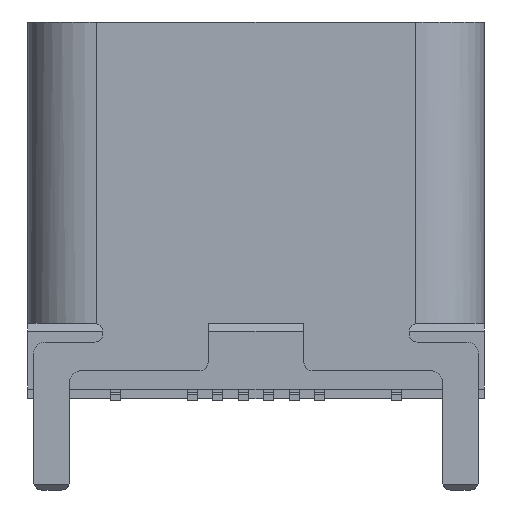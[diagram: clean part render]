
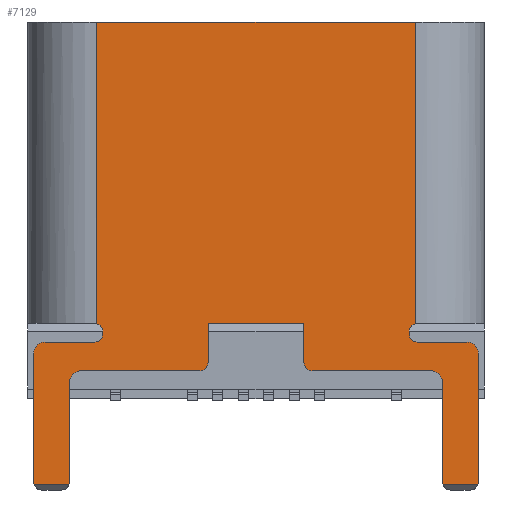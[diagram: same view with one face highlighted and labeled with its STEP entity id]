
A CAD part, front view. The second image highlights one B-rep face of the part: STEP entity #7129.
In plain terms, the highlighted planar face has unit normal (0, -1, 0).
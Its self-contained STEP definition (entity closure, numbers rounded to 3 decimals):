
#132=CIRCLE('',#7423,0.233);
#134=CIRCLE('',#7428,0.157);
#137=CIRCLE('',#7434,0.157);
#138=CIRCLE('',#7437,0.225);
#141=CIRCLE('',#7442,0.15);
#143=CIRCLE('',#7447,0.15);
#144=CIRCLE('',#7450,0.225);
#146=CIRCLE('',#7455,0.157);
#149=CIRCLE('',#7461,0.157);
#150=CIRCLE('',#7464,0.233);
#153=CIRCLE('',#7469,0.157);
#155=CIRCLE('',#7475,0.157);
#157=CIRCLE('',#7479,0.15);
#170=CIRCLE('',#7533,0.15);
#1032=ORIENTED_EDGE('',*,*,#2166,.F.);
#1033=ORIENTED_EDGE('',*,*,#2169,.T.);
#1034=ORIENTED_EDGE('',*,*,#2170,.F.);
#1035=ORIENTED_EDGE('',*,*,#2092,.F.);
#1036=ORIENTED_EDGE('',*,*,#2098,.F.);
#1037=ORIENTED_EDGE('',*,*,#2100,.T.);
#1038=ORIENTED_EDGE('',*,*,#2009,.T.);
#1039=ORIENTED_EDGE('',*,*,#2106,.T.);
#1040=ORIENTED_EDGE('',*,*,#2107,.F.);
#1041=ORIENTED_EDGE('',*,*,#2110,.F.);
#1042=ORIENTED_EDGE('',*,*,#2115,.F.);
#1043=ORIENTED_EDGE('',*,*,#2118,.T.);
#1044=ORIENTED_EDGE('',*,*,#2121,.F.);
#1045=ORIENTED_EDGE('',*,*,#2264,.T.);
#1046=ORIENTED_EDGE('',*,*,#2269,.T.);
#1047=ORIENTED_EDGE('',*,*,#2270,.T.);
#1048=ORIENTED_EDGE('',*,*,#2271,.F.);
#1049=ORIENTED_EDGE('',*,*,#2173,.T.);
#1050=ORIENTED_EDGE('',*,*,#2124,.T.);
#1051=ORIENTED_EDGE('',*,*,#2128,.T.);
#1052=ORIENTED_EDGE('',*,*,#2129,.T.);
#1053=ORIENTED_EDGE('',*,*,#2132,.T.);
#1054=ORIENTED_EDGE('',*,*,#2137,.T.);
#1055=ORIENTED_EDGE('',*,*,#2139,.T.);
#1056=ORIENTED_EDGE('',*,*,#2007,.T.);
#1057=ORIENTED_EDGE('',*,*,#2145,.T.);
#1058=ORIENTED_EDGE('',*,*,#2146,.T.);
#1059=ORIENTED_EDGE('',*,*,#2149,.T.);
#1060=ORIENTED_EDGE('',*,*,#2154,.T.);
#1061=ORIENTED_EDGE('',*,*,#2157,.T.);
#1062=ORIENTED_EDGE('',*,*,#2158,.T.);
#1063=ORIENTED_EDGE('',*,*,#2163,.F.);
#2007=EDGE_CURVE('',#2731,#2730,#3220,.T.);
#2009=EDGE_CURVE('',#2732,#2733,#3221,.T.);
#2092=EDGE_CURVE('',#2786,#2787,#132,.T.);
#2098=EDGE_CURVE('',#2791,#2786,#3278,.T.);
#2100=EDGE_CURVE('',#2791,#2732,#134,.F.);
#2106=EDGE_CURVE('',#2733,#2795,#137,.F.);
#2107=EDGE_CURVE('',#2796,#2795,#3281,.T.);
#2110=EDGE_CURVE('',#2798,#2796,#138,.T.);
#2115=EDGE_CURVE('',#2801,#2798,#3287,.T.);
#2118=EDGE_CURVE('',#2801,#2803,#141,.T.);
#2121=EDGE_CURVE('',#2805,#2803,#3291,.T.);
#2124=EDGE_CURVE('',#2809,#2808,#3294,.T.);
#2128=EDGE_CURVE('',#2808,#2811,#143,.T.);
#2129=EDGE_CURVE('',#2811,#2812,#3297,.T.);
#2132=EDGE_CURVE('',#2812,#2814,#144,.T.);
#2137=EDGE_CURVE('',#2814,#2817,#3303,.T.);
#2139=EDGE_CURVE('',#2817,#2731,#146,.F.);
#2145=EDGE_CURVE('',#2730,#2821,#149,.F.);
#2146=EDGE_CURVE('',#2821,#2822,#3306,.T.);
#2149=EDGE_CURVE('',#2822,#2824,#150,.T.);
#2154=EDGE_CURVE('',#2824,#2827,#3312,.T.);
#2157=EDGE_CURVE('',#2827,#2829,#153,.F.);
#2158=EDGE_CURVE('',#2829,#2830,#3314,.T.);
#2163=EDGE_CURVE('',#2833,#2830,#3319,.T.);
#2166=EDGE_CURVE('',#2835,#2833,#3322,.T.);
#2169=EDGE_CURVE('',#2835,#2837,#155,.F.);
#2170=EDGE_CURVE('',#2787,#2837,#3324,.T.);
#2173=EDGE_CURVE('',#2839,#2809,#157,.T.);
#2264=EDGE_CURVE('',#2805,#2889,#170,.T.);
#2269=EDGE_CURVE('',#2889,#2892,#3401,.T.);
#2270=EDGE_CURVE('',#2892,#2893,#3402,.T.);
#2271=EDGE_CURVE('',#2839,#2893,#3403,.T.);
#2730=VERTEX_POINT('',#9626);
#2731=VERTEX_POINT('',#9628);
#2732=VERTEX_POINT('',#9632);
#2733=VERTEX_POINT('',#9633);
#2786=VERTEX_POINT('',#9797);
#2787=VERTEX_POINT('',#9798);
#2791=VERTEX_POINT('',#9808);
#2795=VERTEX_POINT('',#9823);
#2796=VERTEX_POINT('',#9827);
#2798=VERTEX_POINT('',#9833);
#2801=VERTEX_POINT('',#9841);
#2803=VERTEX_POINT('',#9847);
#2805=VERTEX_POINT('',#9853);
#2808=VERTEX_POINT('',#9860);
#2809=VERTEX_POINT('',#9862);
#2811=VERTEX_POINT('',#9868);
#2812=VERTEX_POINT('',#9872);
#2814=VERTEX_POINT('',#9878);
#2817=VERTEX_POINT('',#9886);
#2821=VERTEX_POINT('',#9901);
#2822=VERTEX_POINT('',#9905);
#2824=VERTEX_POINT('',#9911);
#2827=VERTEX_POINT('',#9919);
#2829=VERTEX_POINT('',#9925);
#2830=VERTEX_POINT('',#9929);
#2833=VERTEX_POINT('',#9937);
#2835=VERTEX_POINT('',#9943);
#2837=VERTEX_POINT('',#9949);
#2839=VERTEX_POINT('',#9958);
#2889=VERTEX_POINT('',#10157);
#2892=VERTEX_POINT('',#10168);
#2893=VERTEX_POINT('',#10170);
#3220=LINE('',#9627,#3782);
#3221=LINE('',#9631,#3783);
#3278=LINE('',#9809,#3840);
#3281=LINE('',#9826,#3843);
#3287=LINE('',#9842,#3849);
#3291=LINE('',#9854,#3853);
#3294=LINE('',#9861,#3856);
#3297=LINE('',#9871,#3859);
#3303=LINE('',#9887,#3865);
#3306=LINE('',#9904,#3868);
#3312=LINE('',#9920,#3874);
#3314=LINE('',#9928,#3876);
#3319=LINE('',#9938,#3881);
#3322=LINE('',#9944,#3884);
#3324=LINE('',#9952,#3886);
#3401=LINE('',#10167,#3963);
#3402=LINE('',#10169,#3964);
#3403=LINE('',#10171,#3965);
#3782=VECTOR('',#8073,1000.);
#3783=VECTOR('',#8078,1000.);
#3840=VECTOR('',#8257,1000.);
#3843=VECTOR('',#8280,1000.);
#3849=VECTOR('',#8294,1000.);
#3853=VECTOR('',#8306,1000.);
#3856=VECTOR('',#8311,1000.);
#3859=VECTOR('',#8322,1000.);
#3865=VECTOR('',#8336,1000.);
#3868=VECTOR('',#8359,1000.);
#3874=VECTOR('',#8373,1000.);
#3876=VECTOR('',#8383,1000.);
#3881=VECTOR('',#8390,1000.);
#3884=VECTOR('',#8395,1000.);
#3886=VECTOR('',#8405,1000.);
#3963=VECTOR('',#8602,1000.);
#3964=VECTOR('',#8603,1000.);
#3965=VECTOR('',#8604,1000.);
#4369=EDGE_LOOP('',(#1032,#1033,#1034,#1035,#1036,#1037,#1038,#1039,#1040,
#1041,#1042,#1043,#1044,#1045,#1046,#1047,#1048,#1049,#1050,#1051,#1052,
#1053,#1054,#1055,#1056,#1057,#1058,#1059,#1060,#1061,#1062,#1063));
#4673=FACE_BOUND('',#4369,.T.);
#4923=PLANE('',#7536);
#7129=ADVANCED_FACE('',(#4673),#4923,.F.);
#7423=AXIS2_PLACEMENT_3D('',#9796,#8247,#8248);
#7428=AXIS2_PLACEMENT_3D('',#9813,#8262,#8263);
#7434=AXIS2_PLACEMENT_3D('',#9824,#8276,#8277);
#7437=AXIS2_PLACEMENT_3D('',#9832,#8285,#8286);
#7442=AXIS2_PLACEMENT_3D('',#9848,#8300,#8301);
#7447=AXIS2_PLACEMENT_3D('',#9869,#8318,#8319);
#7450=AXIS2_PLACEMENT_3D('',#9877,#8327,#8328);
#7455=AXIS2_PLACEMENT_3D('',#9891,#8341,#8342);
#7461=AXIS2_PLACEMENT_3D('',#9902,#8355,#8356);
#7464=AXIS2_PLACEMENT_3D('',#9910,#8364,#8365);
#7469=AXIS2_PLACEMENT_3D('',#9926,#8379,#8380);
#7475=AXIS2_PLACEMENT_3D('',#9950,#8401,#8402);
#7479=AXIS2_PLACEMENT_3D('',#9957,#8411,#8412);
#7533=AXIS2_PLACEMENT_3D('',#10158,#8591,#8592);
#7536=AXIS2_PLACEMENT_3D('',#10166,#8600,#8601);
#8073=DIRECTION('',(1.,0.,0.));
#8078=DIRECTION('',(1.,0.,0.));
#8247=DIRECTION('',(0.,-1.,0.));
#8248=DIRECTION('',(1.,0.,0.));
#8257=DIRECTION('',(0.,0.,1.));
#8262=DIRECTION('',(0.,1.,0.));
#8263=DIRECTION('',(0.,0.,1.));
#8276=DIRECTION('',(0.,1.,0.));
#8277=DIRECTION('',(0.,0.,1.));
#8280=DIRECTION('',(0.,0.,-1.));
#8285=DIRECTION('',(0.,1.,0.));
#8286=DIRECTION('',(-1.,0.,0.));
#8294=DIRECTION('',(1.,0.,0.));
#8300=DIRECTION('',(0.,1.,0.));
#8301=DIRECTION('',(0.,0.,1.));
#8306=DIRECTION('',(0.,0.,-1.));
#8311=DIRECTION('',(0.,0.,-1.));
#8318=DIRECTION('',(0.,1.,0.));
#8319=DIRECTION('',(0.,0.,1.));
#8322=DIRECTION('',(-1.,0.,0.));
#8327=DIRECTION('',(0.,-1.,0.));
#8328=DIRECTION('',(1.,0.,0.));
#8336=DIRECTION('',(0.,0.,-1.));
#8341=DIRECTION('',(0.,1.,0.));
#8342=DIRECTION('',(0.,0.,1.));
#8355=DIRECTION('',(0.,1.,0.));
#8356=DIRECTION('',(0.,0.,1.));
#8359=DIRECTION('',(0.,0.,1.));
#8364=DIRECTION('',(0.,1.,0.));
#8365=DIRECTION('',(1.,0.,0.));
#8373=DIRECTION('',(1.,0.,0.));
#8379=DIRECTION('',(0.,1.,0.));
#8380=DIRECTION('',(0.,0.,1.));
#8383=DIRECTION('',(0.,0.,1.));
#8390=DIRECTION('',(-1.,0.,0.));
#8395=DIRECTION('',(0.,0.,1.));
#8401=DIRECTION('',(0.,1.,0.));
#8402=DIRECTION('',(0.,0.,1.));
#8405=DIRECTION('',(-1.,0.,0.));
#8411=DIRECTION('',(0.,1.,0.));
#8412=DIRECTION('',(0.,0.,1.));
#8591=DIRECTION('',(0.,1.,0.));
#8592=DIRECTION('',(0.,0.,1.));
#8600=DIRECTION('',(0.,1.,0.));
#8601=DIRECTION('',(0.,0.,1.));
#8602=DIRECTION('',(0.,0.,1.));
#8603=DIRECTION('',(-1.,0.,0.));
#8604=DIRECTION('',(0.,0.,1.));
#9626=CARTESIAN_POINT('',(-3.661,-1.58,-9.06));
#9627=CARTESIAN_POINT('',(-3.65,-1.58,-9.06));
#9628=CARTESIAN_POINT('',(-4.339,-1.58,-9.06));
#9631=CARTESIAN_POINT('',(3.12,-1.58,-9.06));
#9632=CARTESIAN_POINT('',(3.661,-1.58,-9.06));
#9633=CARTESIAN_POINT('',(4.339,-1.58,-9.06));
#9796=CARTESIAN_POINT('',(3.417,-1.58,-7.057));
#9797=CARTESIAN_POINT('',(3.65,-1.58,-7.057));
#9798=CARTESIAN_POINT('',(3.417,-1.58,-6.824));
#9808=CARTESIAN_POINT('',(3.65,-1.58,-9.003));
#9809=CARTESIAN_POINT('',(3.65,-1.58,-9.16));
#9813=CARTESIAN_POINT('',(3.808,-1.58,-9.003));
#9823=CARTESIAN_POINT('',(4.35,-1.58,-9.003));
#9824=CARTESIAN_POINT('',(4.193,-1.58,-9.003));
#9826=CARTESIAN_POINT('',(4.35,-1.58,-6.489));
#9827=CARTESIAN_POINT('',(4.35,-1.58,-6.489));
#9832=CARTESIAN_POINT('',(4.125,-1.58,-6.489));
#9833=CARTESIAN_POINT('',(4.125,-1.58,-6.264));
#9841=CARTESIAN_POINT('',(3.153,-1.58,-6.264));
#9842=CARTESIAN_POINT('',(3.003,-1.58,-6.264));
#9847=CARTESIAN_POINT('',(3.003,-1.58,-6.114));
#9848=CARTESIAN_POINT('',(3.153,-1.58,-6.114));
#9853=CARTESIAN_POINT('',(3.003,-1.58,-6.05));
#9854=CARTESIAN_POINT('',(3.003,-1.58,-5.9));
#9860=CARTESIAN_POINT('',(-3.003,-1.58,-6.114));
#9861=CARTESIAN_POINT('',(-3.003,-1.58,-5.9));
#9862=CARTESIAN_POINT('',(-3.003,-1.58,-6.05));
#9868=CARTESIAN_POINT('',(-3.153,-1.58,-6.264));
#9869=CARTESIAN_POINT('',(-3.153,-1.58,-6.114));
#9871=CARTESIAN_POINT('',(-3.003,-1.58,-6.264));
#9872=CARTESIAN_POINT('',(-4.125,-1.58,-6.264));
#9877=CARTESIAN_POINT('',(-4.125,-1.58,-6.489));
#9878=CARTESIAN_POINT('',(-4.35,-1.58,-6.489));
#9886=CARTESIAN_POINT('',(-4.35,-1.58,-9.003));
#9887=CARTESIAN_POINT('',(-4.35,-1.58,-6.489));
#9891=CARTESIAN_POINT('',(-4.193,-1.58,-9.003));
#9901=CARTESIAN_POINT('',(-3.65,-1.58,-9.003));
#9902=CARTESIAN_POINT('',(-3.808,-1.58,-9.003));
#9904=CARTESIAN_POINT('',(-3.65,-1.58,-9.16));
#9905=CARTESIAN_POINT('',(-3.65,-1.58,-7.057));
#9910=CARTESIAN_POINT('',(-3.417,-1.58,-7.057));
#9911=CARTESIAN_POINT('',(-3.417,-1.58,-6.824));
#9919=CARTESIAN_POINT('',(-1.096,-1.58,-6.824));
#9920=CARTESIAN_POINT('',(-3.417,-1.58,-6.824));
#9925=CARTESIAN_POINT('',(-0.939,-1.58,-6.666));
#9926=CARTESIAN_POINT('',(-1.096,-1.58,-6.666));
#9928=CARTESIAN_POINT('',(-0.939,-1.58,-6.824));
#9929=CARTESIAN_POINT('',(-0.939,-1.58,-5.9));
#9937=CARTESIAN_POINT('',(0.939,-1.58,-5.9));
#9938=CARTESIAN_POINT('',(3.12,-1.58,-5.9));
#9943=CARTESIAN_POINT('',(0.939,-1.58,-6.666));
#9944=CARTESIAN_POINT('',(0.939,-1.58,-6.824));
#9949=CARTESIAN_POINT('',(1.096,-1.58,-6.824));
#9950=CARTESIAN_POINT('',(1.096,-1.58,-6.666));
#9952=CARTESIAN_POINT('',(3.417,-1.58,-6.824));
#9957=CARTESIAN_POINT('',(-3.153,-1.58,-6.05));
#9958=CARTESIAN_POINT('',(-3.12,-1.58,-5.904));
#10157=CARTESIAN_POINT('',(3.12,-1.58,-5.904));
#10158=CARTESIAN_POINT('',(3.153,-1.58,-6.05));
#10166=CARTESIAN_POINT('',(3.12,-1.58,-5.9));
#10167=CARTESIAN_POINT('',(3.12,-1.58,-5.9));
#10168=CARTESIAN_POINT('',(3.12,-1.58,0.));
#10169=CARTESIAN_POINT('',(3.12,-1.58,0.));
#10170=CARTESIAN_POINT('',(-3.12,-1.58,0.));
#10171=CARTESIAN_POINT('',(-3.12,-1.58,-5.9));
